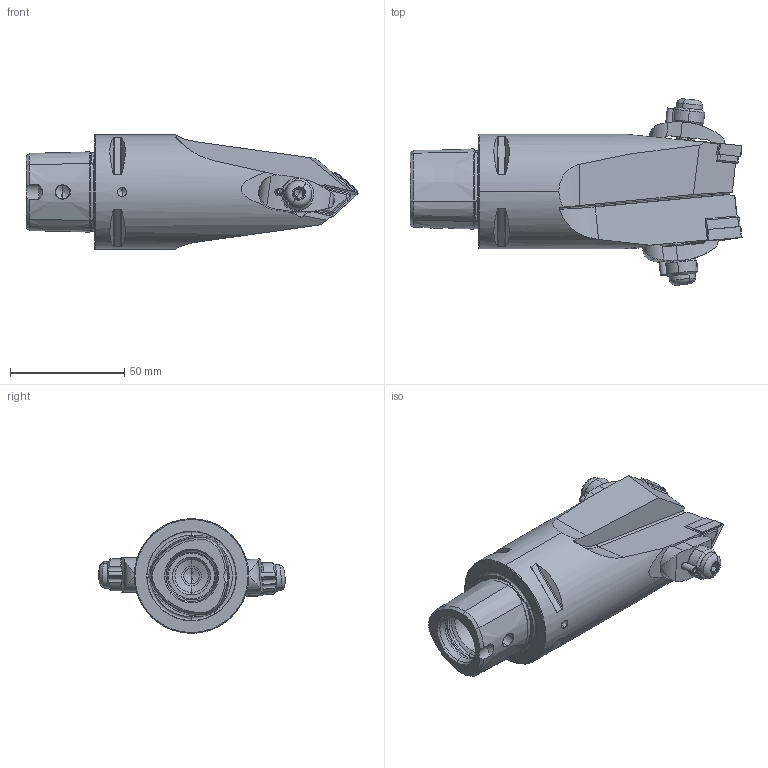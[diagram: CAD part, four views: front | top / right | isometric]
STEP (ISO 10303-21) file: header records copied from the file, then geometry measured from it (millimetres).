
FILE_DESCRIPTION (( 'STEP AP214' ), '1' );
FILE_NAME ('PS5.KCD.NXD.115.STEP', '2025-03-19T12:42:24', ( '' ), ( '' ), 'SwSTEP 2.0', 'SolidWorks 2022', '' );
FILE_SCHEMA (( 'AUTOMOTIVE_DESIGN' ));
Length unit declared in the file: millimetre
Products named in the file (12): WCC-ER4.103.032_A; WCC-ER5.102.012_B; PS5-KCD.NXD.115_A; WCC-ER2.001.010_A; CNMG120404; WDF-ER2.101.004_A; PS5.KCD.NXD.115; WCC-ER5.102.005_A; ISO 13337 - 3 x 12_PreviewCfg; DNMG150404; WCD-ER2.101.003_A; WCC-ER3.102.024_C
Assembly tree (17 placements, depth 2):
  PS5.KCD.NXD.115
    PS5-KCD.NXD.115_A
    CNMG120404
    DNMG150404
    WCD-ER2.101.003_A
    WDF-ER2.101.004_A
    WCC-ER2.001.010_A  x2
    WCC-ER3.102.024_C  x2
    WCC-ER4.103.032_A  x2
    WCC-ER5.102.005_A  x2
    WCC-ER5.102.012_B  x2
    ISO 13337 - 3 x 12_PreviewCfg  x2
Bounding box: 145.01 x 81.39 x 50 mm (x, y, z)
Volume: 187046.1 mm3; surface area: 38207.3 mm2
Topology: 17 solids, 17 shells, 659 faces, 1596 edges, 963 vertices
Faces by surface type: cylinder 216, plane 174, cone 158, torus 87, bspline 24
Entity records: 16714 total; most frequent: CARTESIAN_POINT 4749, DIRECTION 2380, ORIENTED_EDGE 2368, EDGE_CURVE 1184, AXIS2_PLACEMENT_3D 939, VERTEX_POINT 725, EDGE_LOOP 537, VECTOR 502
